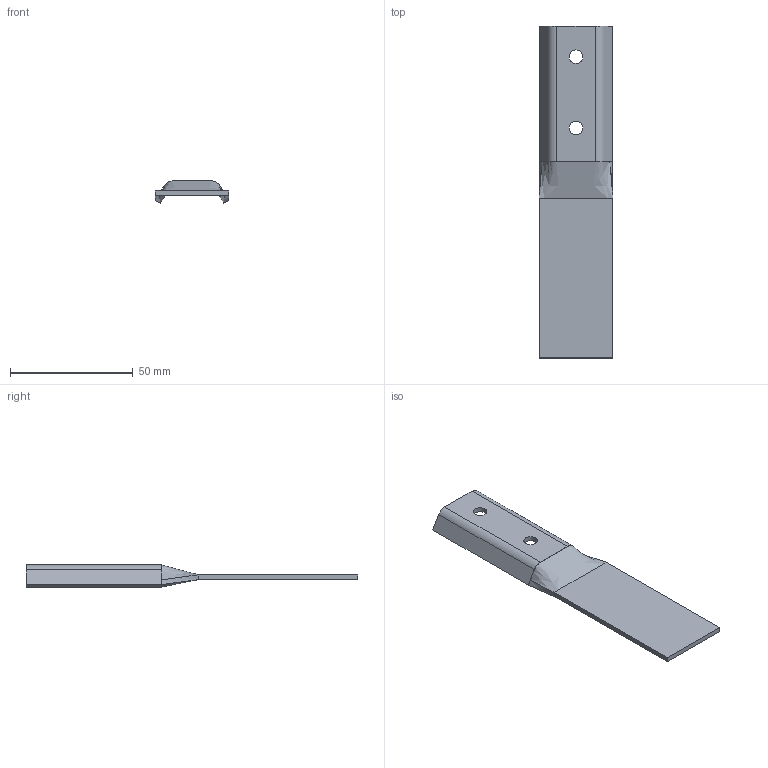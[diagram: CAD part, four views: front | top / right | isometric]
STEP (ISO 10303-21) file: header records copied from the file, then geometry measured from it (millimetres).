
FILE_DESCRIPTION(/* description */ (''),/* implementation_level */ '2;1');
FILE_NAME(/* name */ 'KDB H100.ipt.stp',/* time_stamp */ '2023-05-18T15:12:41+03:00',/* author */ ('Петров Ю.Д.'),/* organization */ (''),/* preprocessor_version */ 'ST-DEVELOPER v19.2',/* originating_system */ 'Autodesk Inventor 2023',/* authorisation */ '');
FILE_SCHEMA (('AUTOMOTIVE_DESIGN { 1 0 10303 214 3 1 1 }'));
Length unit declared in the file: millimetre
Products named in the file (1): KDB H100
Bounding box: 30 x 135 x 9 mm (x, y, z)
Volume: 8753 mm3; surface area: 9599 mm2
Topology: 2 solids, 2 shells, 36 faces, 80 edges, 48 vertices
Faces by surface type: plane 24, cylinder 6, bspline 6
Full cylindrical faces by diameter (mm): 5.5 x2
Entity records: 1208 total; most frequent: CARTESIAN_POINT 341, ORIENTED_EDGE 160, DIRECTION 152, EDGE_CURVE 80, LINE 66, VECTOR 66, VERTEX_POINT 48, AXIS2_PLACEMENT_3D 43
